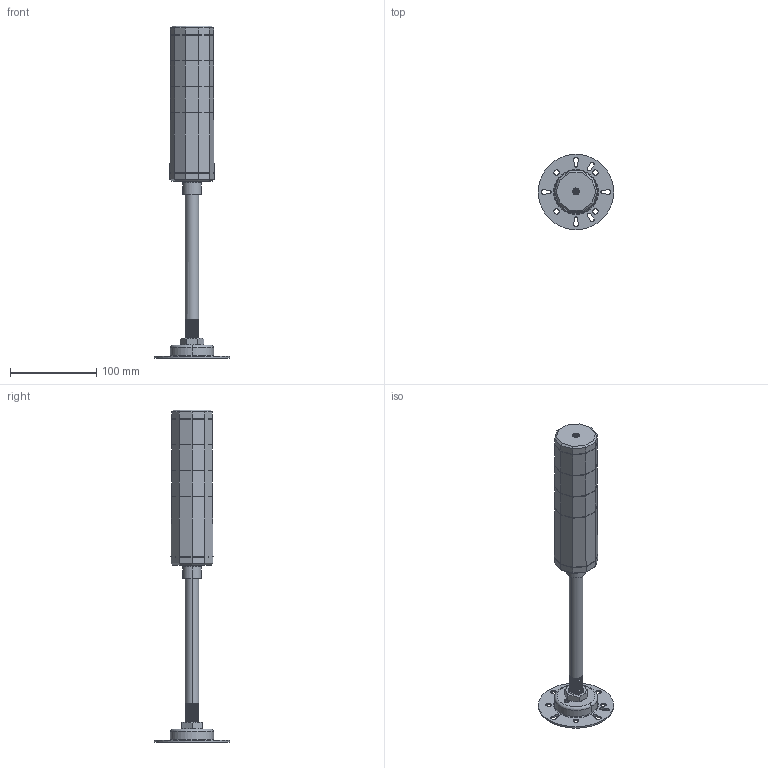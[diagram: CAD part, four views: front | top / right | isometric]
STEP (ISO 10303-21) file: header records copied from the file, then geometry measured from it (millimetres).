
FILE_DESCRIPTION (( 'STEP AP203' ), '1' );
FILE_NAME ('NLA50DC-3B4D SERIES.STEP', '2026-03-09T03:05:57', ( '' ), ( '' ), 'SwSTEP 2.0', 'SolidWorks 2021', '' );
FILE_SCHEMA (( 'CONFIG_CONTROL_DESIGN' ));
Length unit declared in the file: millimetre
Products named in the file (1): NLA50DC-3B4D SERIES
Bounding box: 87.5 x 87.5 x 385 mm (x, y, z)
Volume: 369300.2 mm3; surface area: 90103.1 mm2
Topology: 19 solids, 19 shells, 476 faces, 1232 edges, 802 vertices
Faces by surface type: plane 264, cylinder 128, bspline 40, cone 28, torus 10, sphere 6
Entity records: 20588 total; most frequent: CARTESIAN_POINT 9130, ORIENTED_EDGE 2464, DIRECTION 2194, EDGE_CURVE 1232, VERTEX_POINT 802, LINE 750, VECTOR 750, AXIS2_PLACEMENT_3D 722
